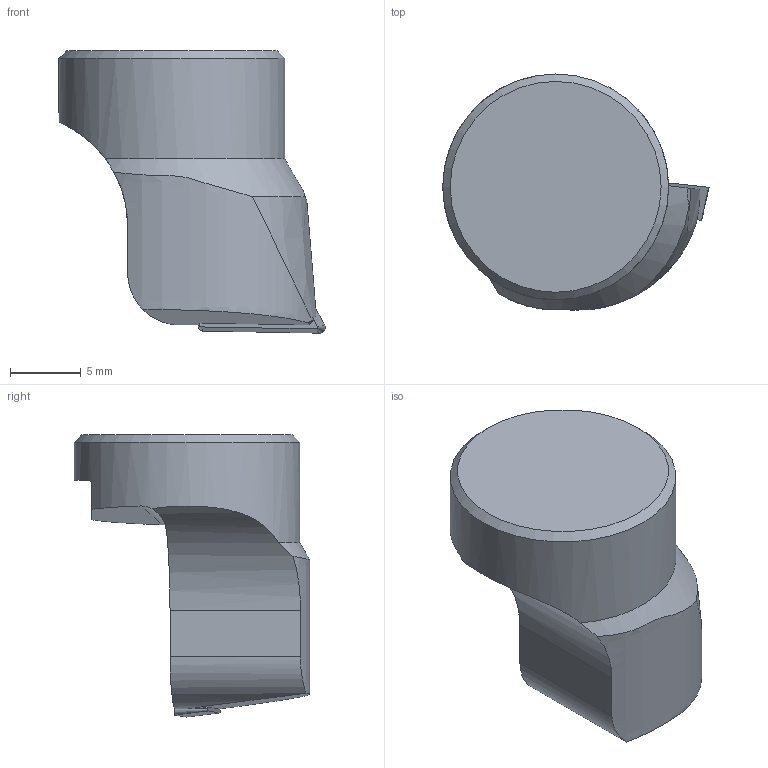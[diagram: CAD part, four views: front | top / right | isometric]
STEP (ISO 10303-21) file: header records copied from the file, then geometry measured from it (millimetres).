
FILE_DESCRIPTION(/* description */ (''),/* implementation_level */ '2;1');
FILE_NAME(/* name */ '1720078035186.stp',/* time_stamp */ '2024-07-04T09:27:19+02:00',/* author */ (''),/* organization */ ('SMS'),/* preprocessor_version */ 'ST-DEVELOPER v16.7',/* originating_system */ 'SIEMENS PLM Software NX 12.0',/* authorisation */ '');
FILE_SCHEMA (('AUTOMOTIVE_DESIGN { 1 0 10303 214 3 1 1 1 }'));
Length unit declared in the file: millimetre
Products named in the file (4): IsoTurningInsert; ASSEMBLY_CONSTRUCTION; 205401678mod000_00; 205401679mod000_00
Assembly tree (3 placements, depth 2):
  205401679mod000_00
    205401678mod000_00
    ASSEMBLY_CONSTRUCTION
    IsoTurningInsert
Bounding box: 18.87 x 16.7 x 20 mm (x, y, z)
Volume: 2507.1 mm3; surface area: 1369.3 mm2
Topology: 2 solids, 2 shells, 40 faces, 104 edges, 75 vertices
Faces by surface type: plane 20, cone 8, cylinder 7, torus 4, extrusion 1
Full cylindrical faces by diameter (mm): 2.5 x2, 16 x1
Entity records: 1467 total; most frequent: CARTESIAN_POINT 404, DIRECTION 195, ORIENTED_EDGE 174, EDGE_CURVE 87, AXIS2_PLACEMENT_3D 78, VERTEX_POINT 62, EDGE_LOOP 53, ADVANCED_FACE 40
